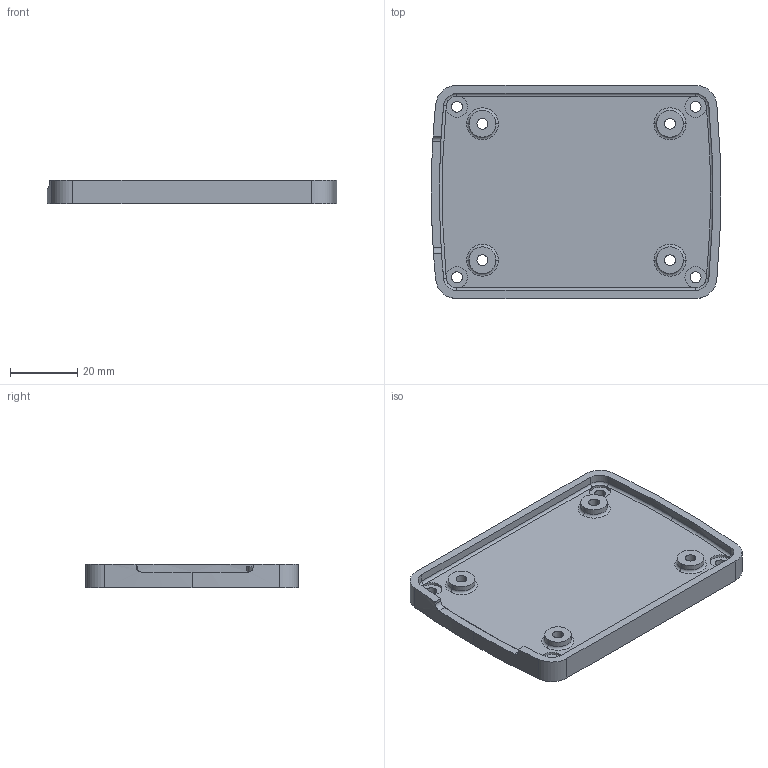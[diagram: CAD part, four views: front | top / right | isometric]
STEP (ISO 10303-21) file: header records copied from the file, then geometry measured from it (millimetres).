
FILE_DESCRIPTION (( 'STEP AP203' ), '1' );
FILE_NAME ('DA-003-A.STEP', '2014-01-29T19:16:42', ( '' ), ( '' ), 'SwSTEP 2.0', 'SolidWorks 2012', '' );
FILE_SCHEMA (( 'CONFIG_CONTROL_DESIGN' ));
Length unit declared in the file: inch
Products named in the file (1): DA-003-A
Bounding box: 86.2 x 63.5 x 7.14 mm (x, y, z)
Volume: 20032.2 mm3; surface area: 14271.5 mm2
Topology: 1 solids, 1 shells, 108 faces, 267 edges, 170 vertices
Faces by surface type: cylinder 62, plane 31, torus 15
Entity records: 3416 total; most frequent: DIRECTION 643, CARTESIAN_POINT 600, ORIENTED_EDGE 534, AXIS2_PLACEMENT_3D 273, EDGE_CURVE 267, VERTEX_POINT 170, CIRCLE 164, EDGE_LOOP 133
